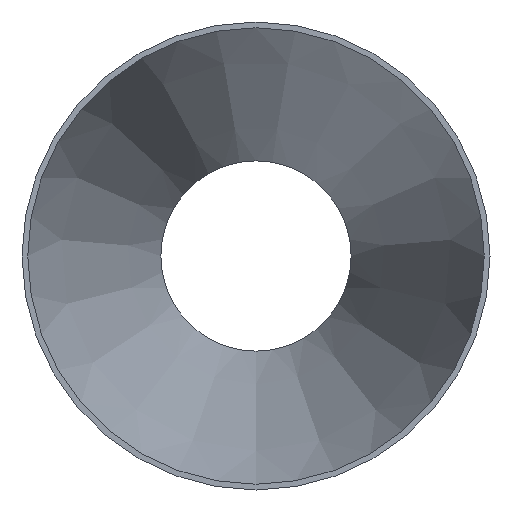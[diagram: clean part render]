
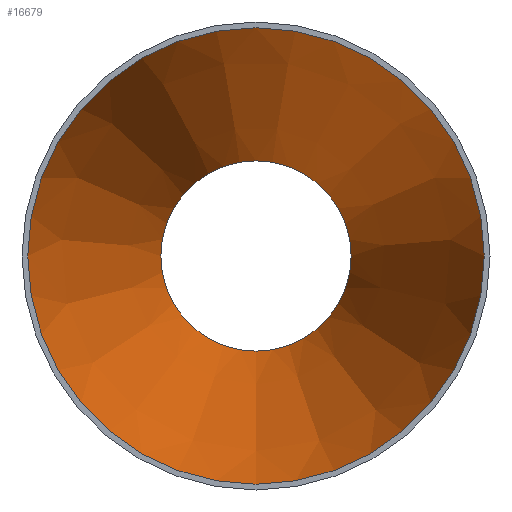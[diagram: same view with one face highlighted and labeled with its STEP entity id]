
A CAD part, front view. The second image highlights one B-rep face of the part: STEP entity #16679.
In plain terms, the highlighted conical face has half-angle 15.873 degrees and reference radius 247.762 mm.
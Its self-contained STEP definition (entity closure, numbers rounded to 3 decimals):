
#1606 = AXIS2_PLACEMENT_3D ( 'NONE', #33375, #7302, #44795 ) ;
#3097 = FACE_OUTER_BOUND ( 'NONE', #26939, .T. ) ;
#4307 = CARTESIAN_POINT ( 'NONE',  ( 0., 0., -247.762 ) ) ;
#4792 = DIRECTION ( 'NONE',  ( 0., 0., -1. ) ) ;
#6599 = DIRECTION ( 'NONE',  ( 0., 0., -1. ) ) ;
#7302 = DIRECTION ( 'NONE',  ( 0., -1., 0. ) ) ;
#8031 = DIRECTION ( 'NONE',  ( 0., -1., 0. ) ) ;
#11755 = VERTEX_POINT ( 'NONE', #42054 ) ;
#13698 = EDGE_CURVE ( 'NONE', #11755, #11755, #45968, .T. ) ;
#15951 = CARTESIAN_POINT ( 'NONE',  ( 0., 0., 0. ) ) ;
#16679 = ADVANCED_FACE ( 'NONE', ( #48266, #3097 ), #38845, .F. ) ;
#20582 = ORIENTED_EDGE ( 'NONE', *, *, #37642, .T. ) ;
#25718 = DIRECTION ( 'NONE',  ( 0., -1., 0. ) ) ;
#26939 = EDGE_LOOP ( 'NONE', ( #20582 ) ) ;
#29885 = VERTEX_POINT ( 'NONE', #4307 ) ;
#32888 = ORIENTED_EDGE ( 'NONE', *, *, #13698, .F. ) ;
#33375 = CARTESIAN_POINT ( 'NONE',  ( 0., 0., 0. ) ) ;
#33658 = CARTESIAN_POINT ( 'NONE',  ( 0., 508., 0. ) ) ;
#33748 = AXIS2_PLACEMENT_3D ( 'NONE', #15951, #8031, #4792 ) ;
#35816 = EDGE_LOOP ( 'NONE', ( #32888 ) ) ;
#37642 = EDGE_CURVE ( 'NONE', #29885, #29885, #44840, .T. ) ;
#38845 = CONICAL_SURFACE ( 'NONE', #1606, 247.762, 0.277 ) ;
#42054 = CARTESIAN_POINT ( 'NONE',  ( 0., 508., -103.312 ) ) ;
#44795 = DIRECTION ( 'NONE',  ( 0., 0., -1. ) ) ;
#44840 = CIRCLE ( 'NONE', #33748, 247.762 ) ;
#45968 = CIRCLE ( 'NONE', #47536, 103.312 ) ;
#47536 = AXIS2_PLACEMENT_3D ( 'NONE', #33658, #25718, #6599 ) ;
#48266 = FACE_BOUND ( 'NONE', #35816, .T. ) ;
